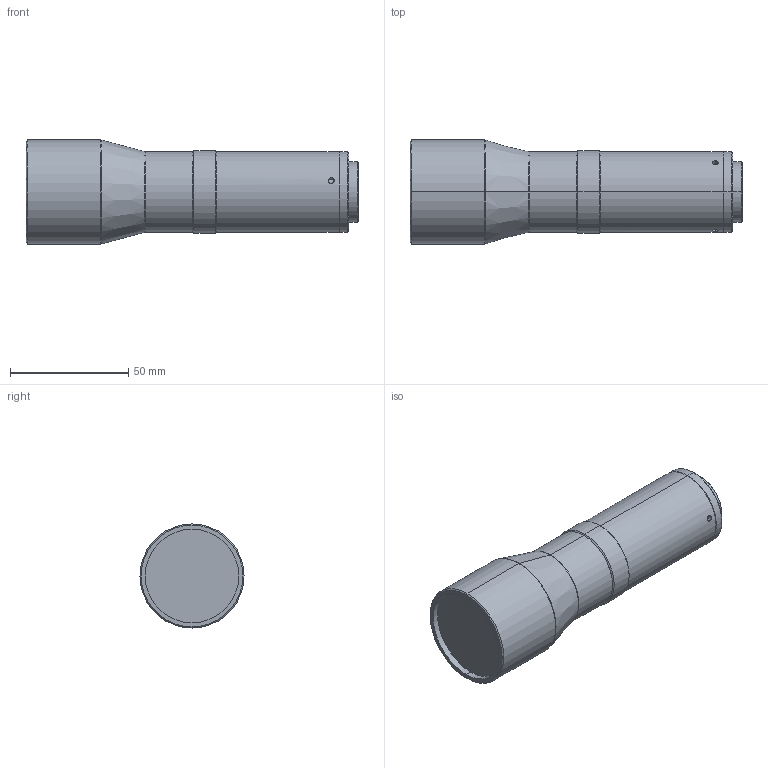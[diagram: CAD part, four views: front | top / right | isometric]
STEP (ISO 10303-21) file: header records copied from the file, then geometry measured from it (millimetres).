
FILE_DESCRIPTION (( 'STEP AP203' ), '1' );
FILE_NAME ('DTCM110-26.STEP', '2019-11-18T09:52:14', ( 'Windows 蚚誧' ), ( '' ), 'SwSTEP 2.0', 'SolidWorks 2017', '' );
FILE_SCHEMA (( 'CONFIG_CONTROL_DESIGN' ));
Length unit declared in the file: millimetre
Products named in the file (1): DTCM110-26
Bounding box: 140.32 x 44 x 44 mm (x, y, z)
Volume: 146446.8 mm3; surface area: 19527.4 mm2
Topology: 1 solids, 1 shells, 54 faces, 108 edges, 63 vertices
Faces by surface type: cylinder 22, cone 21, plane 7, bspline 4
Entity records: 1713 total; most frequent: CARTESIAN_POINT 536, DIRECTION 242, ORIENTED_EDGE 212, EDGE_CURVE 106, AXIS2_PLACEMENT_3D 101, VERTEX_POINT 63, EDGE_LOOP 63, FACE_OUTER_BOUND 54
